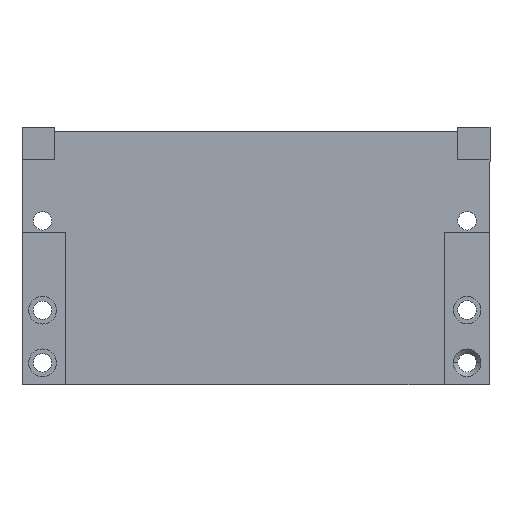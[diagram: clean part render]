
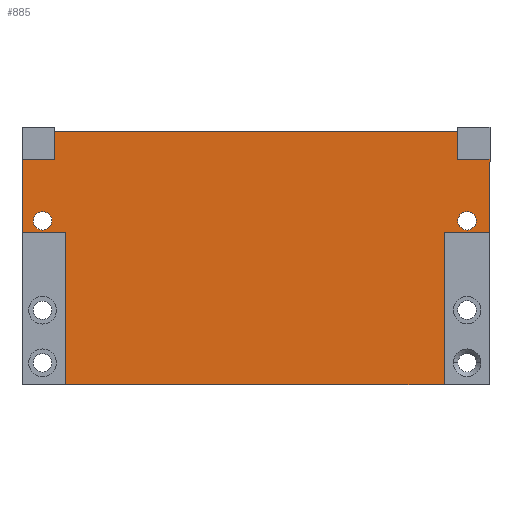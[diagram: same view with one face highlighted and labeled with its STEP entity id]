
A CAD part, front view. The second image highlights one B-rep face of the part: STEP entity #885.
In plain terms, the highlighted planar face has unit normal (0, -1, 0).
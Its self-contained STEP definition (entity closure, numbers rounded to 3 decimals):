
#19=FACE_BOUND('',#145,.T.);
#20=FACE_BOUND('',#146,.T.);
#40=PLANE('',#964);
#93=FACE_OUTER_BOUND('',#144,.T.);
#144=EDGE_LOOP('',(#703,#704,#705,#706,#707,#708,#709,#710,#711,#712,#713,
#714,#715,#716));
#145=EDGE_LOOP('',(#717));
#146=EDGE_LOOP('',(#718));
#196=LINE('',#1296,#293);
#203=LINE('',#1311,#300);
#232=LINE('',#1392,#329);
#234=LINE('',#1397,#331);
#235=LINE('',#1399,#332);
#236=LINE('',#1401,#333);
#237=LINE('',#1403,#334);
#238=LINE('',#1405,#335);
#239=LINE('',#1407,#336);
#240=LINE('',#1408,#337);
#241=LINE('',#1410,#338);
#242=LINE('',#1412,#339);
#243=LINE('',#1414,#340);
#244=LINE('',#1415,#341);
#293=VECTOR('',#1048,10.);
#300=VECTOR('',#1059,10.);
#329=VECTOR('',#1128,10.);
#331=VECTOR('',#1132,10.);
#332=VECTOR('',#1133,10.);
#333=VECTOR('',#1134,10.);
#334=VECTOR('',#1135,10.);
#335=VECTOR('',#1136,10.);
#336=VECTOR('',#1137,10.);
#337=VECTOR('',#1138,10.);
#338=VECTOR('',#1139,10.);
#339=VECTOR('',#1140,10.);
#340=VECTOR('',#1141,10.);
#341=VECTOR('',#1142,10.);
#392=CIRCLE('',#959,2.);
#394=CIRCLE('',#962,2.);
#419=VERTEX_POINT('',#1293);
#420=VERTEX_POINT('',#1295);
#425=VERTEX_POINT('',#1308);
#426=VERTEX_POINT('',#1310);
#456=VERTEX_POINT('',#1382);
#458=VERTEX_POINT('',#1388);
#459=VERTEX_POINT('',#1395);
#460=VERTEX_POINT('',#1396);
#461=VERTEX_POINT('',#1398);
#462=VERTEX_POINT('',#1400);
#463=VERTEX_POINT('',#1402);
#464=VERTEX_POINT('',#1404);
#465=VERTEX_POINT('',#1406);
#466=VERTEX_POINT('',#1409);
#467=VERTEX_POINT('',#1411);
#468=VERTEX_POINT('',#1413);
#506=EDGE_CURVE('',#420,#419,#196,.T.);
#513=EDGE_CURVE('',#426,#425,#203,.T.);
#548=EDGE_CURVE('',#456,#456,#392,.T.);
#551=EDGE_CURVE('',#458,#458,#394,.T.);
#552=EDGE_CURVE('',#419,#426,#232,.T.);
#554=EDGE_CURVE('',#459,#460,#234,.T.);
#555=EDGE_CURVE('',#461,#460,#235,.T.);
#556=EDGE_CURVE('',#462,#461,#236,.T.);
#557=EDGE_CURVE('',#463,#462,#237,.T.);
#558=EDGE_CURVE('',#463,#464,#238,.T.);
#559=EDGE_CURVE('',#464,#465,#239,.T.);
#560=EDGE_CURVE('',#465,#420,#240,.T.);
#561=EDGE_CURVE('',#425,#466,#241,.T.);
#562=EDGE_CURVE('',#466,#467,#242,.T.);
#563=EDGE_CURVE('',#468,#467,#243,.T.);
#564=EDGE_CURVE('',#459,#468,#244,.T.);
#703=ORIENTED_EDGE('',*,*,#554,.T.);
#704=ORIENTED_EDGE('',*,*,#555,.F.);
#705=ORIENTED_EDGE('',*,*,#556,.F.);
#706=ORIENTED_EDGE('',*,*,#557,.F.);
#707=ORIENTED_EDGE('',*,*,#558,.T.);
#708=ORIENTED_EDGE('',*,*,#559,.T.);
#709=ORIENTED_EDGE('',*,*,#560,.T.);
#710=ORIENTED_EDGE('',*,*,#506,.T.);
#711=ORIENTED_EDGE('',*,*,#552,.T.);
#712=ORIENTED_EDGE('',*,*,#513,.T.);
#713=ORIENTED_EDGE('',*,*,#561,.T.);
#714=ORIENTED_EDGE('',*,*,#562,.T.);
#715=ORIENTED_EDGE('',*,*,#563,.F.);
#716=ORIENTED_EDGE('',*,*,#564,.F.);
#717=ORIENTED_EDGE('',*,*,#548,.T.);
#718=ORIENTED_EDGE('',*,*,#551,.T.);
#885=ADVANCED_FACE('',(#93,#19,#20),#40,.T.);
#959=AXIS2_PLACEMENT_3D('',#1384,#1117,#1118);
#962=AXIS2_PLACEMENT_3D('',#1390,#1124,#1125);
#964=AXIS2_PLACEMENT_3D('',#1394,#1130,#1131);
#1048=DIRECTION('',(-1.,0.,0.));
#1059=DIRECTION('',(-1.,0.,0.));
#1117=DIRECTION('center_axis',(0.,1.,0.));
#1118=DIRECTION('ref_axis',(-1.,0.,0.));
#1124=DIRECTION('center_axis',(0.,1.,0.));
#1125=DIRECTION('ref_axis',(-1.,0.,0.));
#1128=DIRECTION('',(0.,0.,1.));
#1130=DIRECTION('center_axis',(0.,-1.,0.));
#1131=DIRECTION('ref_axis',(0.,0.,1.));
#1132=DIRECTION('',(0.,0.,-1.));
#1133=DIRECTION('',(-1.,0.,0.));
#1134=DIRECTION('',(0.,0.,-1.));
#1135=DIRECTION('',(-1.,0.,0.));
#1136=DIRECTION('',(0.,0.,1.));
#1137=DIRECTION('',(-1.,0.,0.));
#1138=DIRECTION('',(0.,0.,1.));
#1139=DIRECTION('',(0.,0.,-1.));
#1140=DIRECTION('',(-1.,0.,0.));
#1141=DIRECTION('',(0.,0.,1.));
#1142=DIRECTION('',(-1.,0.,0.));
#1293=CARTESIAN_POINT('',(-41.978,24.769,13.926));
#1295=CARTESIAN_POINT('',(43.979,24.769,13.926));
#1296=CARTESIAN_POINT('',(22.761,24.769,13.926));
#1308=CARTESIAN_POINT('',(-43.451,24.769,13.926));
#1310=CARTESIAN_POINT('',(-41.978,24.769,13.926));
#1311=CARTESIAN_POINT('',(-2.596,24.769,13.926));
#1382=CARTESIAN_POINT('',(48.,24.769,-5.394));
#1384=CARTESIAN_POINT('Origin',(46.,24.769,-5.394));
#1388=CARTESIAN_POINT('',(-43.98,24.769,-5.393));
#1390=CARTESIAN_POINT('Origin',(-45.98,24.769,-5.393));
#1392=CARTESIAN_POINT('',(-41.978,24.769,-13.002));
#1394=CARTESIAN_POINT('Origin',(41.022,24.769,-40.93));
#1395=CARTESIAN_POINT('',(-41.039,24.769,-7.931));
#1396=CARTESIAN_POINT('',(-41.039,24.769,-40.93));
#1397=CARTESIAN_POINT('',(-41.039,24.769,-40.93));
#1398=CARTESIAN_POINT('',(41.022,24.769,-40.93));
#1399=CARTESIAN_POINT('',(41.022,24.769,-40.93));
#1400=CARTESIAN_POINT('',(41.022,24.769,-7.931));
#1401=CARTESIAN_POINT('',(41.022,24.769,-40.93));
#1402=CARTESIAN_POINT('',(50.979,24.769,-7.931));
#1403=CARTESIAN_POINT('',(-0.478,24.769,-7.931));
#1404=CARTESIAN_POINT('',(50.979,24.769,7.926));
#1405=CARTESIAN_POINT('',(50.979,24.769,-7.931));
#1406=CARTESIAN_POINT('',(43.979,24.769,7.926));
#1407=CARTESIAN_POINT('',(42.5,24.769,7.926));
#1408=CARTESIAN_POINT('',(43.979,24.769,-13.002));
#1409=CARTESIAN_POINT('',(-43.451,24.769,7.926));
#1410=CARTESIAN_POINT('',(-43.451,24.769,-16.502));
#1411=CARTESIAN_POINT('',(-50.451,24.769,7.926));
#1412=CARTESIAN_POINT('',(-4.714,24.769,7.926));
#1413=CARTESIAN_POINT('',(-50.451,24.769,-7.931));
#1414=CARTESIAN_POINT('',(-50.451,24.769,-7.931));
#1415=CARTESIAN_POINT('',(-4.714,24.769,-7.931));
